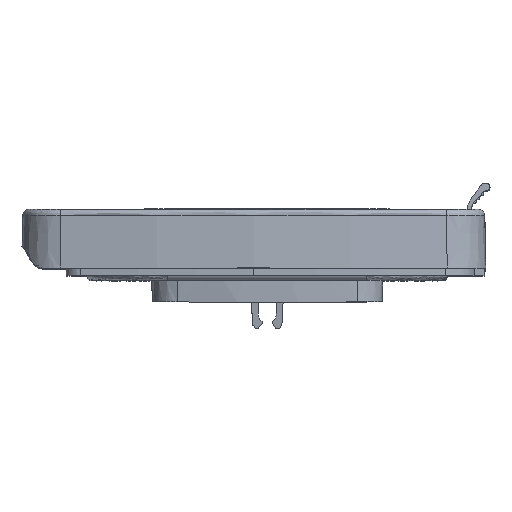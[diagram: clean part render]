
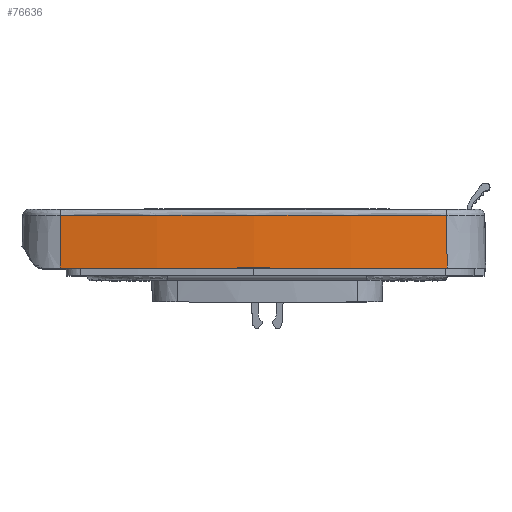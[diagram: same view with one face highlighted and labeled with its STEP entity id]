
A CAD part, top view. The second image highlights one B-rep face of the part: STEP entity #76636.
In plain terms, the highlighted conical face has half-angle 1.5 degrees and reference radius 380 mm.
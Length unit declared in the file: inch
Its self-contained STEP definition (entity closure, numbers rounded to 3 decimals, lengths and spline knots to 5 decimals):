
#1984 = CIRCLE ( 'NONE', #86370, 14.94253 ) ;
#11694 = ORIENTED_EDGE ( 'NONE', *, *, #68346, .T. ) ;
#15159 = VERTEX_POINT ( 'NONE', #70370 ) ;
#18515 = DIRECTION ( 'NONE',  ( 0., 1., 0. ) ) ;
#19972 = LINE ( 'NONE', #49122, #63318 ) ;
#20116 = CARTESIAN_POINT ( 'NONE',  ( -2.69833, 0.63198, 3.96948 ) ) ;
#32188 = LINE ( 'NONE', #38843, #71013 ) ;
#32822 = CARTESIAN_POINT ( 'NONE',  ( -0.17717, -0.05906, -10.75883 ) ) ;
#36722 = ORIENTED_EDGE ( 'NONE', *, *, #59093, .F. ) ;
#38843 = CARTESIAN_POINT ( 'NONE',  ( 2.344, 0.63198, 3.96948 ) ) ;
#41073 = VERTEX_POINT ( 'NONE', #50387 ) ;
#49122 = CARTESIAN_POINT ( 'NONE',  ( -2.69833, 0.63198, 3.96948 ) ) ;
#50387 = CARTESIAN_POINT ( 'NONE',  ( 2.34706, -0.05906, 3.98731 ) ) ;
#51199 = EDGE_CURVE ( 'NONE', #76323, #15159, #19972, .T. ) ;
#59093 = EDGE_CURVE ( 'NONE', #88063, #41073, #32188, .T. ) ;
#63318 = VECTOR ( 'NONE', #70554, 39.37008 ) ;
#66011 = FACE_OUTER_BOUND ( 'NONE', #84314, .T. ) ;
#68346 = EDGE_CURVE ( 'NONE', #15159, #41073, #88399, .T. ) ;
#68792 = DIRECTION ( 'NONE',  ( 0., -1., 0. ) ) ;
#69716 = ORIENTED_EDGE ( 'NONE', *, *, #51199, .T. ) ;
#70370 = CARTESIAN_POINT ( 'NONE',  ( -2.70139, -0.05906, 3.98731 ) ) ;
#70554 = DIRECTION ( 'NONE',  ( -0.004, -1., 0.026 ) ) ;
#71013 = VECTOR ( 'NONE', #73612, 39.37008 ) ;
#73612 = DIRECTION ( 'NONE',  ( 0.004, -1., 0.026 ) ) ;
#75124 = AXIS2_PLACEMENT_3D ( 'NONE', #75881, #68792, #82476 ) ;
#75881 = CARTESIAN_POINT ( 'NONE',  ( -0.17717, -0.05906, -10.75883 ) ) ;
#76323 = VERTEX_POINT ( 'NONE', #20116 ) ;
#76636 = ADVANCED_FACE ( 'NONE', ( #66011 ), #78170, .T. ) ;
#78170 = CONICAL_SURFACE ( 'NONE', #75124, 14.96063, 0.026 ) ;
#82476 = DIRECTION ( 'NONE',  ( 0., 0., -1. ) ) ;
#82505 = DIRECTION ( 'NONE',  ( 0., 0., -1. ) ) ;
#84077 = ORIENTED_EDGE ( 'NONE', *, *, #88996, .F. ) ;
#84314 = EDGE_LOOP ( 'NONE', ( #11694, #36722, #84077, #69716 ) ) ;
#84348 = CARTESIAN_POINT ( 'NONE',  ( -0.17717, 0.63198, -10.75883 ) ) ;
#84638 = DIRECTION ( 'NONE',  ( 0., 0., -1. ) ) ;
#84954 = DIRECTION ( 'NONE',  ( 0., 1., 0. ) ) ;
#86370 = AXIS2_PLACEMENT_3D ( 'NONE', #84348, #84954, #84638 ) ;
#88063 = VERTEX_POINT ( 'NONE', #88619 ) ;
#88399 = CIRCLE ( 'NONE', #89424, 14.96063 ) ;
#88619 = CARTESIAN_POINT ( 'NONE',  ( 2.344, 0.63198, 3.96948 ) ) ;
#88996 = EDGE_CURVE ( 'NONE', #76323, #88063, #1984, .T. ) ;
#89424 = AXIS2_PLACEMENT_3D ( 'NONE', #32822, #18515, #82505 ) ;
